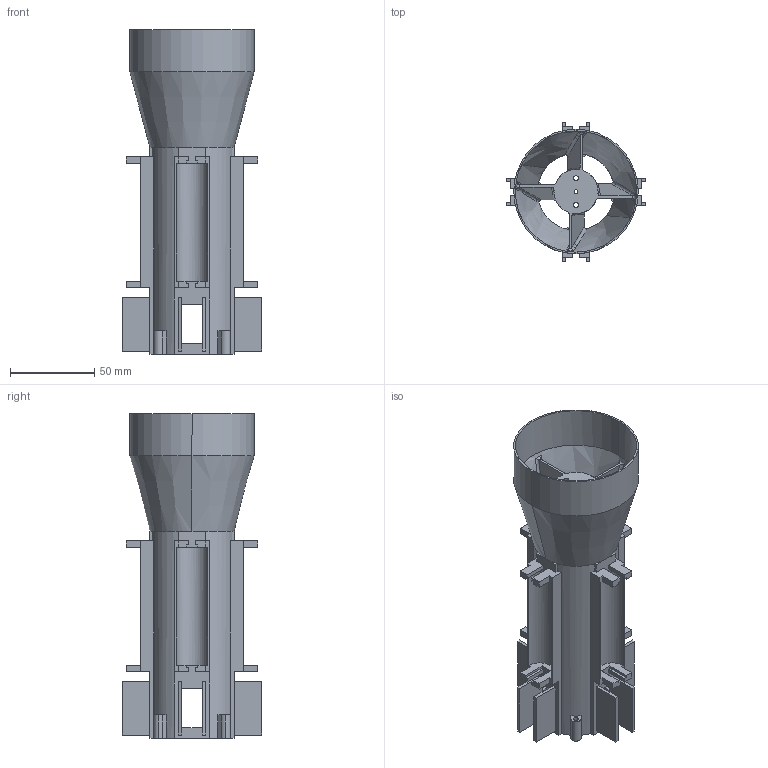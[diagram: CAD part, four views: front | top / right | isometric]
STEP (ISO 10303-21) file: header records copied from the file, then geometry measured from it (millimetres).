
FILE_DESCRIPTION (( 'STEP AP214' ), '1' );
FILE_NAME ('冓憵 黽櫡譇蠉.STEP', '2020-10-25T15:21:31', ( '' ), ( '' ), 'SwSTEP 2.0', 'SolidWorks 2014', '' );
FILE_SCHEMA (( 'AUTOMOTIVE_DESIGN' ));
Length unit declared in the file: millimetre
Products named in the file (1): 冓憵 黽櫡譇蠉
Bounding box: 83 x 83 x 193 mm (x, y, z)
Volume: 85403.8 mm3; surface area: 101851.9 mm2
Topology: 1 solids, 1 shells, 338 faces, 1016 edges, 664 vertices
Faces by surface type: plane 252, cylinder 50, bspline 30, torus 4, cone 2
Entity records: 15667 total; most frequent: CARTESIAN_POINT 3625, ORIENTED_EDGE 2032, DIRECTION 1696, EDGE_CURVE 1016, LINE 714, VECTOR 714, VERTEX_POINT 664, AXIS2_PLACEMENT_3D 491
